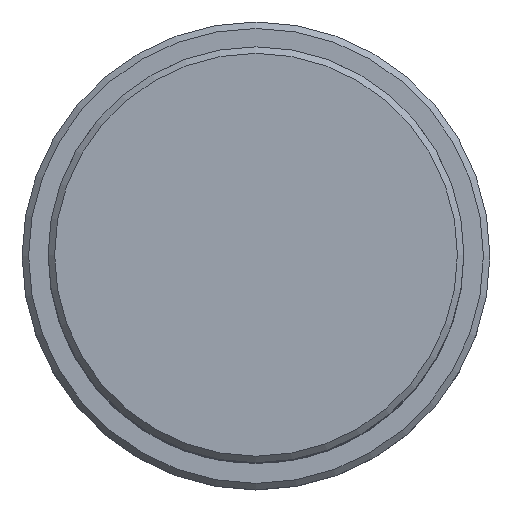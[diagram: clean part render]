
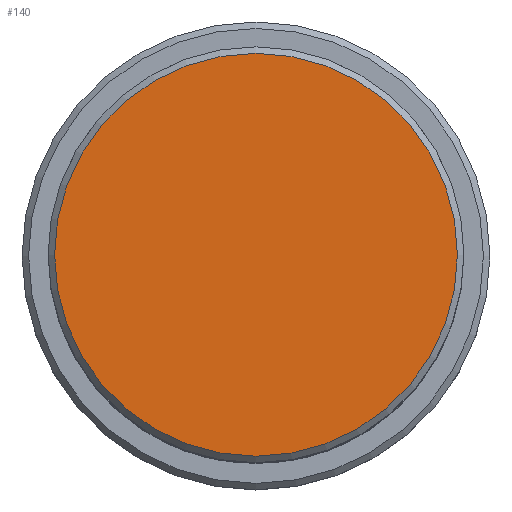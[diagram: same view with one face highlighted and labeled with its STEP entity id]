
A CAD part, top view. The second image highlights one B-rep face of the part: STEP entity #140.
In plain terms, the highlighted planar face has unit normal (0, 0, 1).
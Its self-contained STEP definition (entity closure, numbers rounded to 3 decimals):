
#54=FACE_OUTER_BOUND('',#360,.T.);
#140=ADVANCED_FACE('',(#54),#194,.T.);
#194=PLANE('',#982);
#360=EDGE_LOOP('',(#541));
#457=CIRCLE('',#981,15.5);
#541=ORIENTED_EDGE('',*,*,#807,.T.);
#723=VERTEX_POINT('',#1427);
#807=EDGE_CURVE('',#723,#723,#457,.T.);
#981=AXIS2_PLACEMENT_3D('',#1426,#1168,#1169);
#982=AXIS2_PLACEMENT_3D('',#1428,#1170,#1171);
#1168=DIRECTION('',(0.,0.,1.));
#1169=DIRECTION('',(0.,-1.,0.));
#1170=DIRECTION('',(0.,0.,1.));
#1171=DIRECTION('',(0.,1.,0.));
#1426=CARTESIAN_POINT('',(0.,0.,57.1));
#1427=CARTESIAN_POINT('',(0.,-15.5,57.1));
#1428=CARTESIAN_POINT('',(0.,0.,57.1));
